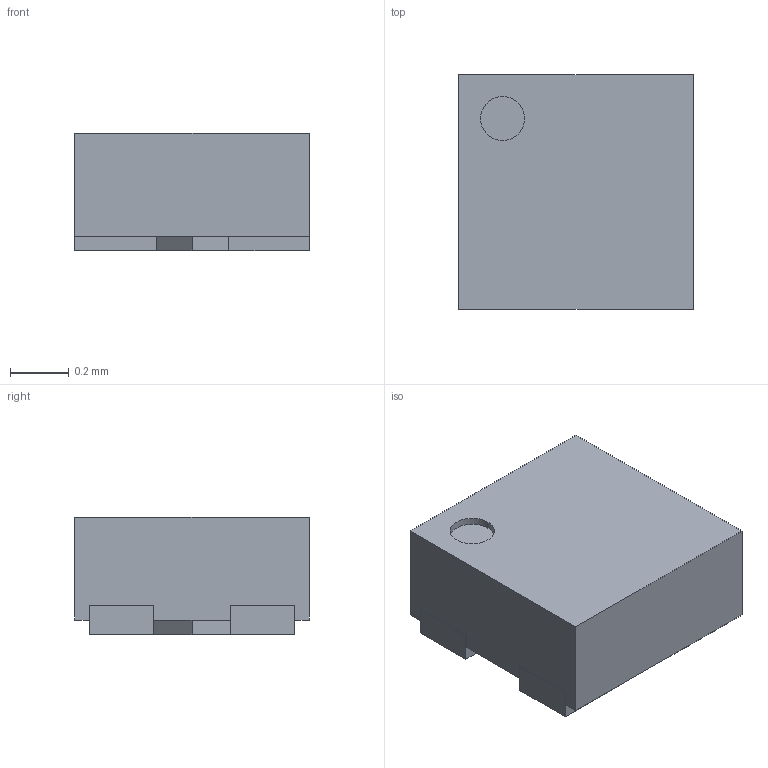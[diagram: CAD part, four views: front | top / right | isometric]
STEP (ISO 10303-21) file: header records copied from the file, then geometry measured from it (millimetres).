
FILE_DESCRIPTION (( 'STEP AP214' ), '1' );
FILE_NAME ('User Library-X2SON-DWP5.STEP', '2020-12-23T13:18:35', ( '' ), ( '' ), 'SwSTEP 2.0', 'SolidWorks 2020', '' );
FILE_SCHEMA (( 'AUTOMOTIVE_DESIGN' ));
Length unit declared in the file: millimetre
Products named in the file (1): User Library-X2SON-DWP5
Bounding box: 0.8 x 0.8 x 0.4 mm (x, y, z)
Volume: 0.2 mm3; surface area: 2.6 mm2
Topology: 1 solids, 1 shells, 39 faces, 105 edges, 70 vertices
Faces by surface type: plane 37, cylinder 2
Entity records: 1622 total; most frequent: CARTESIAN_POINT 215, ORIENTED_EDGE 210, DIRECTION 189, EDGE_CURVE 105, VECTOR 101, LINE 101, VERTEX_POINT 70, AXIS2_PLACEMENT_3D 44
